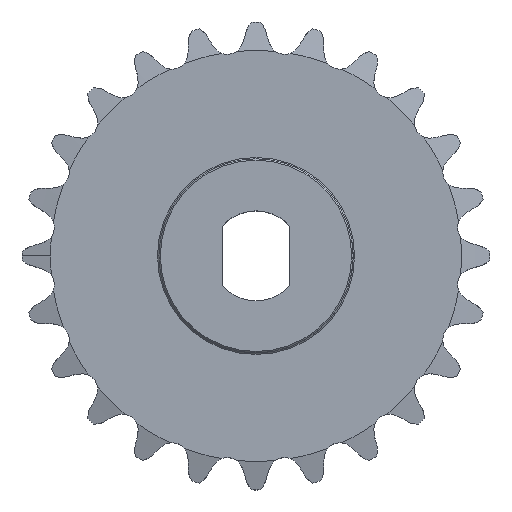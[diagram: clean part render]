
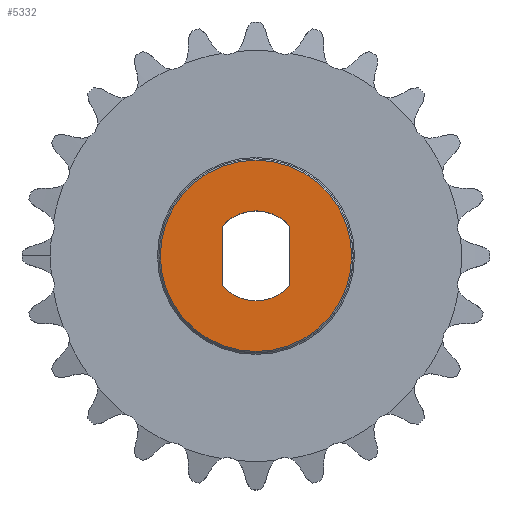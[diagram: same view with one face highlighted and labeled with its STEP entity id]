
A CAD part, top view. The second image highlights one B-rep face of the part: STEP entity #5332.
In plain terms, the highlighted planar face has unit normal (0, 0, 1).
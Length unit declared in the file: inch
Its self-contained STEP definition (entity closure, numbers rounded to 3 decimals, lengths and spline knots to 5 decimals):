
#23 = DIRECTION ( 'NONE',  ( 0., 0., 1. ) ) ;
#585 = CARTESIAN_POINT ( 'NONE',  ( 0.14775, 0.13008, 0.43 ) ) ;
#751 = VERTEX_POINT ( 'NONE', #1041 ) ;
#776 = ORIENTED_EDGE ( 'NONE', *, *, #3721, .T. ) ;
#899 = DIRECTION ( 'NONE',  ( -1., 0., 0. ) ) ;
#985 = CARTESIAN_POINT ( 'NONE',  ( 0., 0., 0.43 ) ) ;
#1041 = CARTESIAN_POINT ( 'NONE',  ( 0.14775, -0.13008, 0.43 ) ) ;
#1335 = DIRECTION ( 'NONE',  ( 0., 1., 0. ) ) ;
#1396 = AXIS2_PLACEMENT_3D ( 'NONE', #985, #6239, #1740 ) ;
#1399 = ORIENTED_EDGE ( 'NONE', *, *, #2516, .F. ) ;
#1409 = AXIS2_PLACEMENT_3D ( 'NONE', #7611, #5410, #899 ) ;
#1446 = CARTESIAN_POINT ( 'NONE',  ( -0.14775, -0.13008, 0.43 ) ) ;
#1702 = ORIENTED_EDGE ( 'NONE', *, *, #9645, .F. ) ;
#1740 = DIRECTION ( 'NONE',  ( 1., 0., 0. ) ) ;
#2327 = VERTEX_POINT ( 'NONE', #1446 ) ;
#2424 = VERTEX_POINT ( 'NONE', #7601 ) ;
#2500 = CARTESIAN_POINT ( 'NONE',  ( 0., 0., 0.43 ) ) ;
#2516 = EDGE_CURVE ( 'NONE', #6308, #3516, #7474, .T. ) ;
#2971 = CARTESIAN_POINT ( 'NONE',  ( 0., 0., 0.43 ) ) ;
#3262 = DIRECTION ( 'NONE',  ( -1., 0., 0. ) ) ;
#3516 = VERTEX_POINT ( 'NONE', #4082 ) ;
#3564 = CIRCLE ( 'NONE', #5153, 0.19685 ) ;
#3721 = EDGE_CURVE ( 'NONE', #8830, #2424, #9712, .T. ) ;
#3725 = DIRECTION ( 'NONE',  ( -1., 0., 0. ) ) ;
#4006 = LINE ( 'NONE', #4281, #9543 ) ;
#4013 = LINE ( 'NONE', #585, #7789 ) ;
#4082 = CARTESIAN_POINT ( 'NONE',  ( -0.14775, 0.13008, 0.43 ) ) ;
#4281 = CARTESIAN_POINT ( 'NONE',  ( -0.14775, 0.13008, 0.43 ) ) ;
#4378 = AXIS2_PLACEMENT_3D ( 'NONE', #2971, #8243, #3725 ) ;
#4546 = CARTESIAN_POINT ( 'NONE',  ( 0., 0., 0.43 ) ) ;
#4662 = EDGE_LOOP ( 'NONE', ( #8346, #776 ) ) ;
#5153 = AXIS2_PLACEMENT_3D ( 'NONE', #4546, #23, #5299 ) ;
#5299 = DIRECTION ( 'NONE',  ( 1., 0., 0. ) ) ;
#5332 = ADVANCED_FACE ( 'NONE', ( #9569, #9330 ), #7644, .F. ) ;
#5410 = DIRECTION ( 'NONE',  ( 0., 0., -1. ) ) ;
#5931 = ORIENTED_EDGE ( 'NONE', *, *, #8338, .F. ) ;
#6239 = DIRECTION ( 'NONE',  ( 0., 0., 1. ) ) ;
#6308 = VERTEX_POINT ( 'NONE', #7599 ) ;
#6684 = EDGE_CURVE ( 'NONE', #751, #6308, #4013, .T. ) ;
#7474 = CIRCLE ( 'NONE', #1396, 0.19685 ) ;
#7491 = CARTESIAN_POINT ( 'NONE',  ( 0.419, 0., 0.43 ) ) ;
#7510 = ORIENTED_EDGE ( 'NONE', *, *, #6684, .F. ) ;
#7599 = CARTESIAN_POINT ( 'NONE',  ( 0.14775, 0.13008, 0.43 ) ) ;
#7601 = CARTESIAN_POINT ( 'NONE',  ( -0.419, 0., 0.43 ) ) ;
#7607 = AXIS2_PLACEMENT_3D ( 'NONE', #2500, #7773, #3262 ) ;
#7611 = CARTESIAN_POINT ( 'NONE',  ( 0., 0., 0.43 ) ) ;
#7644 = PLANE ( 'NONE',  #1409 ) ;
#7752 = EDGE_LOOP ( 'NONE', ( #1702, #1399, #7510, #5931 ) ) ;
#7773 = DIRECTION ( 'NONE',  ( 0., 0., 1. ) ) ;
#7789 = VECTOR ( 'NONE', #1335, 39.37008 ) ;
#8243 = DIRECTION ( 'NONE',  ( 0., 0., 1. ) ) ;
#8338 = EDGE_CURVE ( 'NONE', #2327, #751, #3564, .T. ) ;
#8346 = ORIENTED_EDGE ( 'NONE', *, *, #9511, .T. ) ;
#8488 = CIRCLE ( 'NONE', #7607, 0.419 ) ;
#8614 = DIRECTION ( 'NONE',  ( 0., -1., 0. ) ) ;
#8830 = VERTEX_POINT ( 'NONE', #7491 ) ;
#9330 = FACE_BOUND ( 'NONE', #7752, .T. ) ;
#9511 = EDGE_CURVE ( 'NONE', #2424, #8830, #8488, .T. ) ;
#9543 = VECTOR ( 'NONE', #8614, 39.37008 ) ;
#9569 = FACE_OUTER_BOUND ( 'NONE', #4662, .T. ) ;
#9645 = EDGE_CURVE ( 'NONE', #3516, #2327, #4006, .T. ) ;
#9712 = CIRCLE ( 'NONE', #4378, 0.419 ) ;
